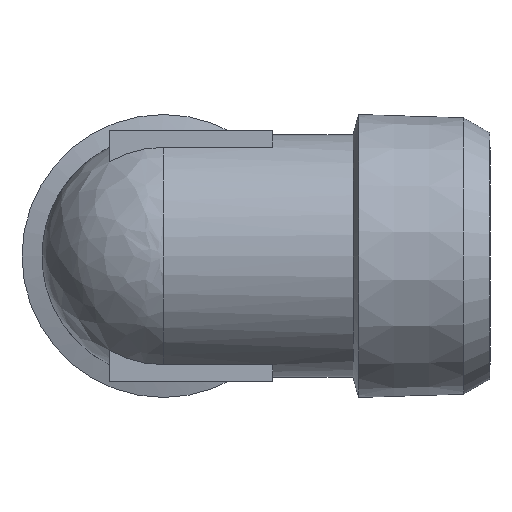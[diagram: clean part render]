
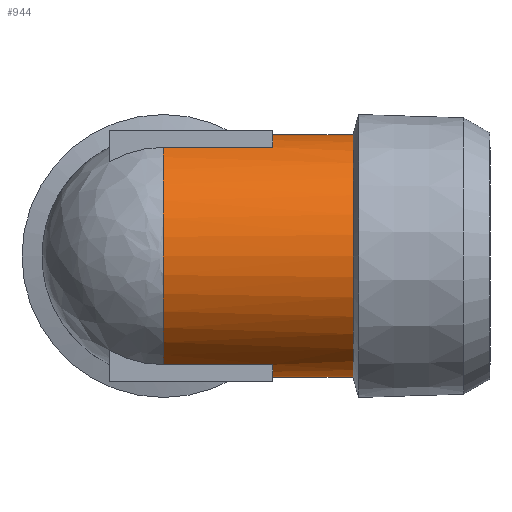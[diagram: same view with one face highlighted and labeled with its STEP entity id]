
A CAD part, left-side view. The second image highlights one B-rep face of the part: STEP entity #944.
In plain terms, the highlighted cylindrical face has radius 14.5 mm (diameter 29 mm), a full revolution.
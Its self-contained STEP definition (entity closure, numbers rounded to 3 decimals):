
#14 = EDGE_CURVE ( 'NONE', #594, #545, #616, .T. ) ;
#19 = AXIS2_PLACEMENT_3D ( 'NONE', #510, #509, #512 ) ;
#21 = AXIS2_PLACEMENT_3D ( 'NONE', #188, #187, #186 ) ;
#24 = AXIS2_PLACEMENT_3D ( 'NONE', #207, #205, #204 ) ;
#27 = EDGE_CURVE ( 'NONE', #575, #679, #686, .T. ) ;
#32 = EDGE_CURVE ( 'NONE', #687, #594, #822, .T. ) ;
#33 = EDGE_CURVE ( 'NONE', #545, #693, #979, .T. ) ;
#42 = AXIS2_PLACEMENT_3D ( 'NONE', #323, #322, #317 ) ;
#57 = AXIS2_PLACEMENT_3D ( 'NONE', #355, #379, #458 ) ;
#59 = AXIS2_PLACEMENT_3D ( 'NONE', #519, #206, #325 ) ;
#76 = EDGE_CURVE ( 'NONE', #574, #646, #925, .T. ) ;
#87 = EDGE_CURVE ( 'NONE', #693, #574, #910, .T. ) ;
#111 = EDGE_CURVE ( 'NONE', #736, #736, #888, .T. ) ;
#118 = EDGE_CURVE ( 'NONE', #654, #687, #893, .T. ) ;
#122 = EDGE_CURVE ( 'NONE', #679, #654, #880, .T. ) ;
#135 = EDGE_CURVE ( 'NONE', #646, #575, #877, .T. ) ;
#152 = CARTESIAN_POINT ( 'NONE',  ( 6.536, 32.964, 12.943 ) ) ;
#154 = CARTESIAN_POINT ( 'NONE',  ( -6.464, 32.964, -12.98 ) ) ;
#159 = CARTESIAN_POINT ( 'NONE',  ( -6.464, 46., -12.98 ) ) ;
#163 = DIRECTION ( 'NONE',  ( 0., 1., 0. ) ) ;
#169 = CARTESIAN_POINT ( 'NONE',  ( -6.464, 34.67, -12.98 ) ) ;
#172 = CARTESIAN_POINT ( 'NONE',  ( 6.536, 39.464, 12.943 ) ) ;
#175 = CARTESIAN_POINT ( 'NONE',  ( 18.688, 27.312, 6.807 ) ) ;
#186 = DIRECTION ( 'NONE',  ( 0., 0., -1. ) ) ;
#187 = DIRECTION ( 'NONE',  ( 0., 1., 0. ) ) ;
#188 = CARTESIAN_POINT ( 'NONE',  ( 0., 46., 0. ) ) ;
#195 = DIRECTION ( 'NONE',  ( 0., -1., 0. ) ) ;
#203 = DIRECTION ( 'NONE',  ( 0., 1., 0. ) ) ;
#204 = DIRECTION ( 'NONE',  ( 0., 0., -1. ) ) ;
#205 = DIRECTION ( 'NONE',  ( 0., 1., 0. ) ) ;
#206 = DIRECTION ( 'NONE',  ( 0., 1., 0. ) ) ;
#207 = CARTESIAN_POINT ( 'NONE',  ( 0., 23.34, 0. ) ) ;
#218 = CARTESIAN_POINT ( 'NONE',  ( -6.464, 34.67, 12.98 ) ) ;
#224 = CARTESIAN_POINT ( 'NONE',  ( 6.536, 39.464, 12.943 ) ) ;
#227 = CARTESIAN_POINT ( 'NONE',  ( 6.536, 39.464, -12.943 ) ) ;
#230 = CARTESIAN_POINT ( 'NONE',  ( 6.536, 31.45, 12.943 ) ) ;
#249 = DIRECTION ( 'NONE',  ( 0., -1., 0. ) ) ;
#251 = CARTESIAN_POINT ( 'NONE',  ( 6.536, 31.45, -12.943 ) ) ;
#283 = CARTESIAN_POINT ( 'NONE',  ( 0., 23.34, -14.5 ) ) ;
#317 = DIRECTION ( 'NONE',  ( 0., 0., -1. ) ) ;
#322 = DIRECTION ( 'NONE',  ( 0., 1., 0. ) ) ;
#323 = CARTESIAN_POINT ( 'NONE',  ( 0., 32.964, 0. ) ) ;
#325 = DIRECTION ( 'NONE',  ( 0., 0., -1. ) ) ;
#355 = CARTESIAN_POINT ( 'NONE',  ( 0., 32.964, 0. ) ) ;
#379 = DIRECTION ( 'NONE',  ( 0., 1., 0. ) ) ;
#458 = DIRECTION ( 'NONE',  ( 0., 0., -1. ) ) ;
#481 = CARTESIAN_POINT ( 'NONE',  ( 18.688, 27.312, -6.807 ) ) ;
#509 = DIRECTION ( 'NONE',  ( 0., -1., 0. ) ) ;
#510 = CARTESIAN_POINT ( 'NONE',  ( 0., 39.561, 0. ) ) ;
#512 = DIRECTION ( 'NONE',  ( 0., 0., -1. ) ) ;
#519 = CARTESIAN_POINT ( 'NONE',  ( 0., 46., 0. ) ) ;
#523 = CARTESIAN_POINT ( 'NONE',  ( 6.536, 39.464, -12.943 ) ) ;
#531 = CARTESIAN_POINT ( 'NONE',  ( 6.536, 32.964, -12.943 ) ) ;
#532 = CARTESIAN_POINT ( 'NONE',  ( -6.464, 32.964, 12.98 ) ) ;
#536 = CARTESIAN_POINT ( 'NONE',  ( -6.464, 46., 12.98 ) ) ;
#539 = CARTESIAN_POINT ( 'NONE',  ( -14.5, 46., 0. ) ) ;
#545 = VERTEX_POINT ( 'NONE', #172 ) ;
#548 = ORIENTED_EDGE ( 'NONE', *, *, #33, .F. ) ;
#571 = ORIENTED_EDGE ( 'NONE', *, *, #111, .T. ) ;
#574 = VERTEX_POINT ( 'NONE', #531 ) ;
#575 = VERTEX_POINT ( 'NONE', #159 ) ;
#594 = VERTEX_POINT ( 'NONE', #152 ) ;
#601 = ORIENTED_EDGE ( 'NONE', *, *, #27, .F. ) ;
#616 = LINE ( 'NONE', #230, #663 ) ;
#637 = ORIENTED_EDGE ( 'NONE', *, *, #14, .F. ) ;
#646 = VERTEX_POINT ( 'NONE', #154 ) ;
#654 = VERTEX_POINT ( 'NONE', #536 ) ;
#663 = VECTOR ( 'NONE', #203, 1000. ) ;
#679 = VERTEX_POINT ( 'NONE', #539 ) ;
#685 = EDGE_LOOP ( 'NONE', ( #728, #839, #941, #601, #700, #701, #711, #548, #637 ) ) ;
#686 = CIRCLE ( 'NONE', #59, 14.5 ) ;
#687 = VERTEX_POINT ( 'NONE', #532 ) ;
#693 = VERTEX_POINT ( 'NONE', #523 ) ;
#695 = EDGE_LOOP ( 'NONE', ( #571 ) ) ;
#700 = ORIENTED_EDGE ( 'NONE', *, *, #135, .F. ) ;
#701 = ORIENTED_EDGE ( 'NONE', *, *, #76, .F. ) ;
#711 = ORIENTED_EDGE ( 'NONE', *, *, #87, .F. ) ;
#728 = ORIENTED_EDGE ( 'NONE', *, *, #32, .F. ) ;
#736 = VERTEX_POINT ( 'NONE', #283 ) ;
#822 = CIRCLE ( 'NONE', #57, 14.5 ) ;
#839 = ORIENTED_EDGE ( 'NONE', *, *, #118, .F. ) ;
#865 = CYLINDRICAL_SURFACE ( 'NONE', #19, 14.5 ) ;
#868 = FACE_OUTER_BOUND ( 'NONE', #685, .T. ) ;
#874 = VECTOR ( 'NONE', #163, 1000. ) ;
#877 = LINE ( 'NONE', #169, #874 ) ;
#880 = CIRCLE ( 'NONE', #21, 14.5 ) ;
#883 = FACE_OUTER_BOUND ( 'NONE', #695, .T. ) ;
#884 = VECTOR ( 'NONE', #195, 1000. ) ;
#888 = CIRCLE ( 'NONE', #24, 14.5 ) ;
#893 = LINE ( 'NONE', #218, #884 ) ;
#907 = VECTOR ( 'NONE', #249, 1000. ) ;
#910 = LINE ( 'NONE', #251, #907 ) ;
#925 = CIRCLE ( 'NONE', #42, 14.5 ) ;
#941 = ORIENTED_EDGE ( 'NONE', *, *, #122, .F. ) ;
#944 = ADVANCED_FACE ( 'NONE', ( #883, #868 ), #865, .T. ) ;
#979 =( BOUNDED_CURVE ( )  B_SPLINE_CURVE ( 3, ( #224, #175, #481, #227 ),
 .UNSPECIFIED., .F., .T. ) 
 B_SPLINE_CURVE_WITH_KNOTS ( ( 4, 4 ),
 ( 5.18, 7.386 ),
 .UNSPECIFIED. ) 
 CURVE ( )  GEOMETRIC_REPRESENTATION_ITEM ( )  RATIONAL_B_SPLINE_CURVE ( ( 1., 0.634, 0.634, 1. ) ) 
 REPRESENTATION_ITEM ( '' )  );
